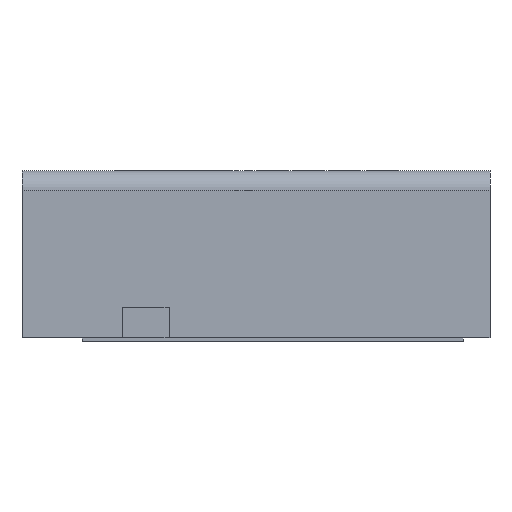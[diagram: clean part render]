
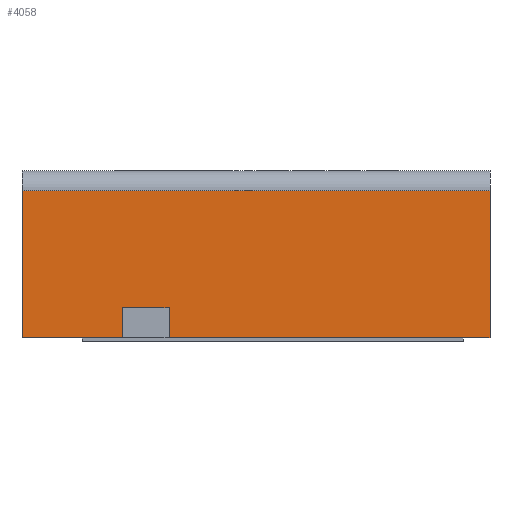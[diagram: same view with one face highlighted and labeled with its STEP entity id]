
A CAD part, left-side view. The second image highlights one B-rep face of the part: STEP entity #4058.
In plain terms, the highlighted planar face has unit normal (-1, 0, 0).
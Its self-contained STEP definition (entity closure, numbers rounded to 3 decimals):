
#478=FACE_OUTER_BOUND('',#707,.T.);
#707=EDGE_LOOP('',(#2764,#2765,#2766,#2767,#2768,#2769,#2770,#2771));
#938=LINE('',#4969,#1282);
#970=LINE('',#5042,#1314);
#974=LINE('',#5050,#1318);
#977=LINE('',#5056,#1321);
#981=LINE('',#5063,#1325);
#982=LINE('',#5065,#1326);
#983=LINE('',#5067,#1327);
#984=LINE('',#5068,#1328);
#1282=VECTOR('',#4411,10.);
#1314=VECTOR('',#4473,10.);
#1318=VECTOR('',#4479,10.);
#1321=VECTOR('',#4484,10.);
#1325=VECTOR('',#4492,10.);
#1326=VECTOR('',#4493,10.);
#1327=VECTOR('',#4494,10.);
#1328=VECTOR('',#4495,10.);
#1626=VERTEX_POINT('',#4967);
#1627=VERTEX_POINT('',#4968);
#1652=VERTEX_POINT('',#5040);
#1653=VERTEX_POINT('',#5041);
#1656=VERTEX_POINT('',#5049);
#1658=VERTEX_POINT('',#5055);
#1660=VERTEX_POINT('',#5064);
#1661=VERTEX_POINT('',#5066);
#2050=EDGE_CURVE('',#1626,#1627,#938,.T.);
#2086=EDGE_CURVE('',#1652,#1653,#970,.T.);
#2090=EDGE_CURVE('',#1656,#1652,#974,.T.);
#2093=EDGE_CURVE('',#1658,#1656,#977,.T.);
#2097=EDGE_CURVE('',#1653,#1627,#981,.T.);
#2098=EDGE_CURVE('',#1626,#1660,#982,.T.);
#2099=EDGE_CURVE('',#1661,#1660,#983,.T.);
#2100=EDGE_CURVE('',#1661,#1658,#984,.T.);
#2764=ORIENTED_EDGE('',*,*,#2093,.T.);
#2765=ORIENTED_EDGE('',*,*,#2090,.T.);
#2766=ORIENTED_EDGE('',*,*,#2086,.T.);
#2767=ORIENTED_EDGE('',*,*,#2097,.T.);
#2768=ORIENTED_EDGE('',*,*,#2050,.F.);
#2769=ORIENTED_EDGE('',*,*,#2098,.T.);
#2770=ORIENTED_EDGE('',*,*,#2099,.F.);
#2771=ORIENTED_EDGE('',*,*,#2100,.T.);
#3943=PLANE('',#4305);
#4058=ADVANCED_FACE('',(#478),#3943,.T.);
#4305=AXIS2_PLACEMENT_3D('',#5062,#4490,#4491);
#4411=DIRECTION('',(0.,0.,-1.));
#4473=DIRECTION('',(0.,0.,-1.));
#4479=DIRECTION('',(0.,-1.,0.));
#4484=DIRECTION('',(0.,0.,1.));
#4490=DIRECTION('center_axis',(-1.,0.,0.));
#4491=DIRECTION('ref_axis',(0.,0.,1.));
#4492=DIRECTION('',(0.,-1.,0.));
#4493=DIRECTION('',(0.,1.,0.));
#4494=DIRECTION('',(0.,0.,1.));
#4495=DIRECTION('',(0.,-1.,0.));
#4967=CARTESIAN_POINT('',(-3.,-3.5,2.25));
#4968=CARTESIAN_POINT('',(-3.,-3.5,0.05));
#4969=CARTESIAN_POINT('',(-3.,-3.5,0.05));
#5040=CARTESIAN_POINT('',(-3.,1.3,0.5));
#5041=CARTESIAN_POINT('',(-3.,1.3,0.05));
#5042=CARTESIAN_POINT('',(-3.,1.3,0.275));
#5049=CARTESIAN_POINT('',(-3.,2.,0.5));
#5050=CARTESIAN_POINT('',(-3.,1.,0.5));
#5055=CARTESIAN_POINT('',(-3.,2.,0.05));
#5056=CARTESIAN_POINT('',(-3.,2.,0.05));
#5062=CARTESIAN_POINT('Origin',(-3.,0.,0.05));
#5063=CARTESIAN_POINT('',(-3.,0.,0.05));
#5064=CARTESIAN_POINT('',(-3.,3.5,2.25));
#5065=CARTESIAN_POINT('',(-3.,0.,2.25));
#5066=CARTESIAN_POINT('',(-3.,3.5,0.05));
#5067=CARTESIAN_POINT('',(-3.,3.5,0.05));
#5068=CARTESIAN_POINT('',(-3.,0.,0.05));
